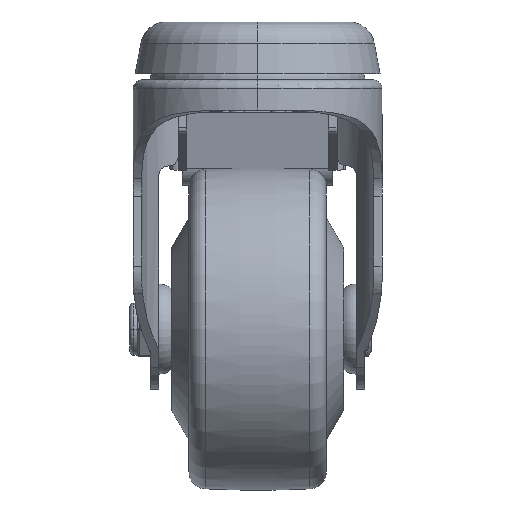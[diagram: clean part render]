
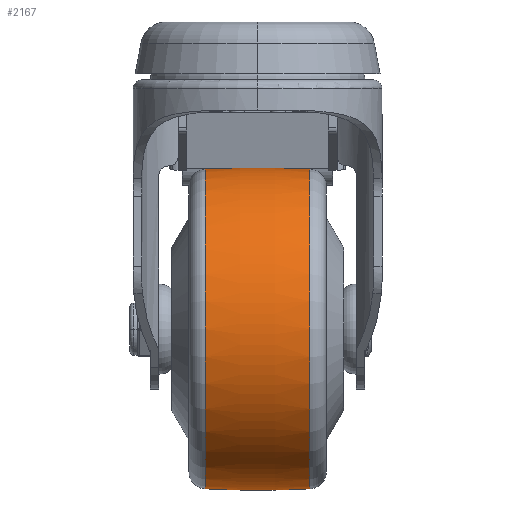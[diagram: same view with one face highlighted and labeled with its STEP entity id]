
A CAD part, left-side view. The second image highlights one B-rep face of the part: STEP entity #2167.
In plain terms, the highlighted toroidal (fillet/blend) face has major radius 218.75 mm and minor radius 256.25 mm.
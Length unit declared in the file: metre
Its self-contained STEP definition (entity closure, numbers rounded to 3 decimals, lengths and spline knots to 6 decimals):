
#2167=ADVANCED_FACE('',(#3673),#3674,.T.);
#3673=FACE_OUTER_BOUND('',#8573,.T.);
#3674=TOROIDAL_SURFACE('',#8574,-0.21875,0.25625);
#8573=EDGE_LOOP('',(#17037,#17038,#17039,#17040));
#8574=AXIS2_PLACEMENT_3D('',#17041,#17042,#17043);
#17037=ORIENTED_EDGE('',*,*,#23975,.T.);
#17038=ORIENTED_EDGE('',*,*,#23983,.F.);
#17039=ORIENTED_EDGE('',*,*,#23977,.T.);
#17040=ORIENTED_EDGE('',*,*,#23981,.T.);
#17041=CARTESIAN_POINT('',(0.0,0.,0.0));
#17042=DIRECTION('',(0.,-1.0,0.));
#17043=DIRECTION('',(0.0,0.,-1.0));
#23975=EDGE_CURVE('',#27151,#27143,#27152,.T.);
#23977=EDGE_CURVE('',#27146,#27153,#27155,.T.);
#23981=EDGE_CURVE('',#27153,#27151,#27161,.T.);
#23983=EDGE_CURVE('',#27146,#27143,#27163,.T.);
#27143=VERTEX_POINT('',#32778);
#27146=VERTEX_POINT('',#32781);
#27151=VERTEX_POINT('',#32786);
#27152=CIRCLE('',#32787,0.25625);
#27153=VERTEX_POINT('',#32788);
#27155=CIRCLE('',#32790,0.25625);
#27161=CIRCLE('',#32796,0.03721);
#27163=CIRCLE('',#32798,0.03721);
#32778=CARTESIAN_POINT('',(0.,-0.01219,-0.03721));
#32781=CARTESIAN_POINT('',(0.,-0.01219,0.03721));
#32786=CARTESIAN_POINT('',(0.,0.01219,-0.03721));
#32787=AXIS2_PLACEMENT_3D('',#41347,#41348,#41349);
#32788=CARTESIAN_POINT('',(0.,0.01219,0.03721));
#32790=AXIS2_PLACEMENT_3D('',#41353,#41354,#41355);
#32796=AXIS2_PLACEMENT_3D('',#41365,#41366,#41367);
#32798=AXIS2_PLACEMENT_3D('',#41371,#41372,#41373);
#41347=CARTESIAN_POINT('',(0.,0.,0.21875));
#41348=DIRECTION('',(-1.0,0.,0.));
#41349=DIRECTION('',(0.,0.,-1.0));
#41353=CARTESIAN_POINT('',(0.,0.,-0.21875));
#41354=DIRECTION('',(-1.0,0.,0.));
#41355=DIRECTION('',(0.,0.,1.0));
#41365=CARTESIAN_POINT('',(0.,0.01219,0.));
#41366=DIRECTION('',(0.,-1.0,0.));
#41367=DIRECTION('',(0.,0.,1.0));
#41371=CARTESIAN_POINT('',(0.,-0.01219,0.));
#41372=DIRECTION('',(0.,-1.0,0.));
#41373=DIRECTION('',(0.,0.,1.0));
